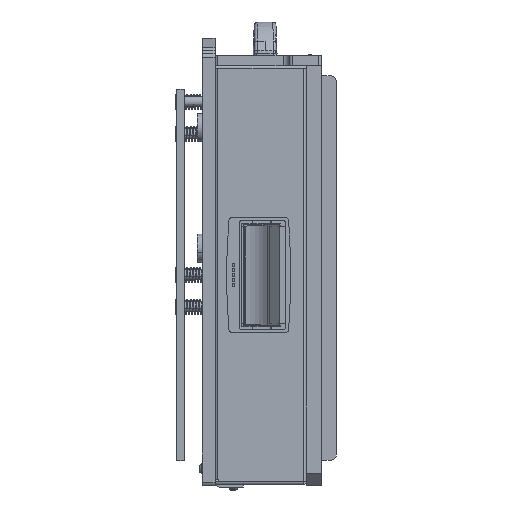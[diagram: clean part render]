
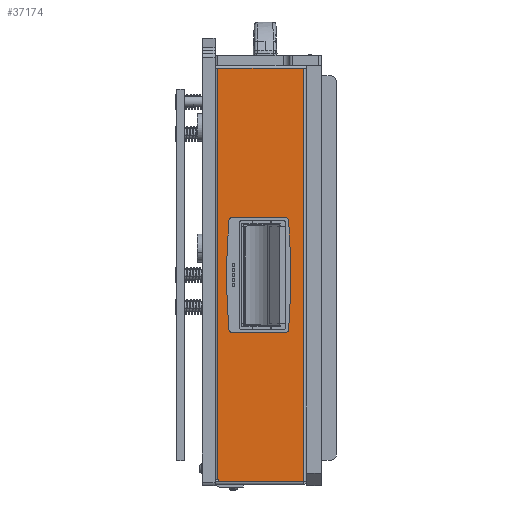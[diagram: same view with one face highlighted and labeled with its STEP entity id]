
A CAD part, left-side view. The second image highlights one B-rep face of the part: STEP entity #37174.
In plain terms, the highlighted face is planar.
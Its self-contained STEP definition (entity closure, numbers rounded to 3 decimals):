
#1499 = DIRECTION ( 'NONE',  ( 0., 0., -1. ) ) ;
#2035 = CARTESIAN_POINT ( 'NONE',  ( 324.9, -446., 33.475 ) ) ;
#3066 = DIRECTION ( 'NONE',  ( 1., 0., 0. ) ) ;
#3098 = CIRCLE ( 'NONE', #29021, 1.5 ) ;
#3247 = EDGE_CURVE ( 'NONE', #20959, #57948, #40314, .T. ) ;
#3994 = DIRECTION ( 'NONE',  ( 0., -1., 0. ) ) ;
#4082 = EDGE_CURVE ( 'NONE', #33519, #36566, #12657, .T. ) ;
#4251 = LINE ( 'NONE', #61842, #9859 ) ;
#4549 = ORIENTED_EDGE ( 'NONE', *, *, #10808, .F. ) ;
#4962 = DIRECTION ( 'NONE',  ( 1., 0., 0. ) ) ;
#5869 = DIRECTION ( 'NONE',  ( -1., 0., 0. ) ) ;
#6167 = DIRECTION ( 'NONE',  ( 0., -1., 0. ) ) ;
#6626 = VERTEX_POINT ( 'NONE', #62191 ) ;
#7468 = VECTOR ( 'NONE', #35022, 1000. ) ;
#7805 = ORIENTED_EDGE ( 'NONE', *, *, #26890, .F. ) ;
#8675 = VECTOR ( 'NONE', #52064, 1000. ) ;
#9052 = CARTESIAN_POINT ( 'NONE',  ( 2.7, -446., 35.5 ) ) ;
#9233 = AXIS2_PLACEMENT_3D ( 'NONE', #59617, #18515, #24176 ) ;
#9859 = VECTOR ( 'NONE', #25942, 1000. ) ;
#9915 = CARTESIAN_POINT ( 'NONE',  ( 204.5, -446., 15.1 ) ) ;
#10080 = EDGE_CURVE ( 'NONE', #53633, #6626, #60945, .T. ) ;
#10571 = EDGE_CURVE ( 'NONE', #50930, #57948, #35017, .T. ) ;
#10672 = LINE ( 'NONE', #38472, #40533 ) ;
#10808 = EDGE_CURVE ( 'NONE', #36566, #27117, #32532, .T. ) ;
#11035 = ORIENTED_EDGE ( 'NONE', *, *, #46142, .F. ) ;
#11424 = DIRECTION ( 'NONE',  ( 0., 0., 1. ) ) ;
#12579 = EDGE_LOOP ( 'NONE', ( #42267, #54792, #50923, #28158, #48990, #38370, #16141, #54488 ) ) ;
#12657 = LINE ( 'NONE', #23968, #27202 ) ;
#12868 = DIRECTION ( 'NONE',  ( -1., 0., 0. ) ) ;
#13275 = EDGE_CURVE ( 'NONE', #50930, #58220, #30502, .T. ) ;
#14487 = CARTESIAN_POINT ( 'NONE',  ( 2.7, -446., 35.5 ) ) ;
#14767 = CARTESIAN_POINT ( 'NONE',  ( 121., -446., 15.1 ) ) ;
#14939 = LINE ( 'NONE', #54510, #15692 ) ;
#14953 = AXIS2_PLACEMENT_3D ( 'NONE', #35112, #3994, #66063 ) ;
#15127 = DIRECTION ( 'NONE',  ( 0., -1., 0. ) ) ;
#15373 = CARTESIAN_POINT ( 'NONE',  ( 324.9, -446., -35.5 ) ) ;
#15692 = VECTOR ( 'NONE', #3066, 1000. ) ;
#15978 = FACE_BOUND ( 'NONE', #25937, .T. ) ;
#16141 = ORIENTED_EDGE ( 'NONE', *, *, #3247, .F. ) ;
#16303 = ORIENTED_EDGE ( 'NONE', *, *, #51872, .F. ) ;
#17077 = CARTESIAN_POINT ( 'NONE',  ( 122.5, -446., 15.1 ) ) ;
#17646 = ORIENTED_EDGE ( 'NONE', *, *, #4082, .F. ) ;
#17833 = ORIENTED_EDGE ( 'NONE', *, *, #48901, .F. ) ;
#17931 = CARTESIAN_POINT ( 'NONE',  ( 2.1, -446., 35.5 ) ) ;
#18515 = DIRECTION ( 'NONE',  ( 0., 1., 0. ) ) ;
#19227 = CARTESIAN_POINT ( 'NONE',  ( 2.7, -446., 32.475 ) ) ;
#20720 = CARTESIAN_POINT ( 'NONE',  ( 2.1, -446., -33.4 ) ) ;
#20959 = VERTEX_POINT ( 'NONE', #29523 ) ;
#21085 = CARTESIAN_POINT ( 'NONE',  ( 206., -446., -18. ) ) ;
#21614 = EDGE_CURVE ( 'NONE', #44605, #23166, #49096, .T. ) ;
#22138 = CARTESIAN_POINT ( 'NONE',  ( 121., -446., -18. ) ) ;
#23166 = VERTEX_POINT ( 'NONE', #54804 ) ;
#23421 = CIRCLE ( 'NONE', #14953, 1.5 ) ;
#23968 = CARTESIAN_POINT ( 'NONE',  ( 122.5, -446., 16.6 ) ) ;
#24176 = DIRECTION ( 'NONE',  ( 0., 0., 1. ) ) ;
#24214 = VECTOR ( 'NONE', #5869, 1000. ) ;
#24386 = PLANE ( 'NONE',  #9233 ) ;
#24949 = VECTOR ( 'NONE', #4962, 1000. ) ;
#25937 = EDGE_LOOP ( 'NONE', ( #17646, #11035, #60701, #17833, #29519, #16303, #7805, #4549 ) ) ;
#25942 = DIRECTION ( 'NONE',  ( 0., 0., 1. ) ) ;
#26890 = EDGE_CURVE ( 'NONE', #27117, #41624, #10672, .T. ) ;
#27117 = VERTEX_POINT ( 'NONE', #14767 ) ;
#27202 = VECTOR ( 'NONE', #12868, 1000. ) ;
#27824 = CARTESIAN_POINT ( 'NONE',  ( 122.5, -446., -18. ) ) ;
#28158 = ORIENTED_EDGE ( 'NONE', *, *, #58294, .F. ) ;
#28753 = CARTESIAN_POINT ( 'NONE',  ( 2.1, -446., 35.5 ) ) ;
#29021 = AXIS2_PLACEMENT_3D ( 'NONE', #27824, #6167, #48349 ) ;
#29519 = ORIENTED_EDGE ( 'NONE', *, *, #62571, .F. ) ;
#29523 = CARTESIAN_POINT ( 'NONE',  ( 324.9, -446., -33.4 ) ) ;
#30502 = LINE ( 'NONE', #36299, #24949 ) ;
#31798 = CARTESIAN_POINT ( 'NONE',  ( 204.5, -446., 16.6 ) ) ;
#32532 = CIRCLE ( 'NONE', #46426, 1.5 ) ;
#33431 = VECTOR ( 'NONE', #39442, 1000. ) ;
#33519 = VERTEX_POINT ( 'NONE', #31798 ) ;
#34355 = AXIS2_PLACEMENT_3D ( 'NONE', #9915, #15127, #61874 ) ;
#35017 = LINE ( 'NONE', #17931, #45481 ) ;
#35022 = DIRECTION ( 'NONE',  ( 0., 0., -1. ) ) ;
#35112 = CARTESIAN_POINT ( 'NONE',  ( 204.5, -446., -18. ) ) ;
#35458 = VECTOR ( 'NONE', #61233, 1000. ) ;
#36299 = CARTESIAN_POINT ( 'NONE',  ( 0., -446., 35.5 ) ) ;
#36472 = CARTESIAN_POINT ( 'NONE',  ( 324.9, -446., 33.475 ) ) ;
#36491 = EDGE_CURVE ( 'NONE', #64657, #63866, #57320, .T. ) ;
#36546 = LINE ( 'NONE', #14487, #7468 ) ;
#36566 = VERTEX_POINT ( 'NONE', #42483 ) ;
#37174 = ADVANCED_FACE ( 'NONE', ( #15978, #52347 ), #24386, .F. ) ;
#38370 = ORIENTED_EDGE ( 'NONE', *, *, #10571, .T. ) ;
#38472 = CARTESIAN_POINT ( 'NONE',  ( 121., -446., -18. ) ) ;
#39442 = DIRECTION ( 'NONE',  ( 1., 0., 0. ) ) ;
#40314 = LINE ( 'NONE', #57315, #24214 ) ;
#40533 = VECTOR ( 'NONE', #1499, 1000. ) ;
#41624 = VERTEX_POINT ( 'NONE', #22138 ) ;
#42267 = ORIENTED_EDGE ( 'NONE', *, *, #21614, .T. ) ;
#42483 = CARTESIAN_POINT ( 'NONE',  ( 122.5, -446., 16.6 ) ) ;
#43601 = VECTOR ( 'NONE', #57205, 1000. ) ;
#44605 = VERTEX_POINT ( 'NONE', #2035 ) ;
#45481 = VECTOR ( 'NONE', #59236, 1000. ) ;
#45626 = VERTEX_POINT ( 'NONE', #66921 ) ;
#46142 = EDGE_CURVE ( 'NONE', #63866, #33519, #61040, .T. ) ;
#46325 = CARTESIAN_POINT ( 'NONE',  ( 206., -446., 15.1 ) ) ;
#46426 = AXIS2_PLACEMENT_3D ( 'NONE', #17077, #63172, #11424 ) ;
#48349 = DIRECTION ( 'NONE',  ( 0., 0., 1. ) ) ;
#48901 = EDGE_CURVE ( 'NONE', #45626, #64657, #23421, .T. ) ;
#48916 = VERTEX_POINT ( 'NONE', #55676 ) ;
#48990 = ORIENTED_EDGE ( 'NONE', *, *, #13275, .F. ) ;
#49096 = LINE ( 'NONE', #36472, #8675 ) ;
#50923 = ORIENTED_EDGE ( 'NONE', *, *, #10080, .F. ) ;
#50930 = VERTEX_POINT ( 'NONE', #28753 ) ;
#51872 = EDGE_CURVE ( 'NONE', #41624, #48916, #3098, .T. ) ;
#52064 = DIRECTION ( 'NONE',  ( -1., 0., 0. ) ) ;
#52347 = FACE_OUTER_BOUND ( 'NONE', #12579, .T. ) ;
#53633 = VERTEX_POINT ( 'NONE', #19227 ) ;
#54488 = ORIENTED_EDGE ( 'NONE', *, *, #60936, .T. ) ;
#54510 = CARTESIAN_POINT ( 'NONE',  ( 122.5, -446., -19.5 ) ) ;
#54792 = ORIENTED_EDGE ( 'NONE', *, *, #65051, .F. ) ;
#54804 = CARTESIAN_POINT ( 'NONE',  ( 3.7, -446., 33.475 ) ) ;
#55616 = LINE ( 'NONE', #15373, #35458 ) ;
#55676 = CARTESIAN_POINT ( 'NONE',  ( 122.5, -446., -19.5 ) ) ;
#57205 = DIRECTION ( 'NONE',  ( 0., 0., 1. ) ) ;
#57315 = CARTESIAN_POINT ( 'NONE',  ( 2533.9, -446., -33.4 ) ) ;
#57320 = LINE ( 'NONE', #21085, #43601 ) ;
#57948 = VERTEX_POINT ( 'NONE', #20720 ) ;
#58220 = VERTEX_POINT ( 'NONE', #9052 ) ;
#58294 = EDGE_CURVE ( 'NONE', #58220, #53633, #36546, .T. ) ;
#59236 = DIRECTION ( 'NONE',  ( 0., 0., -1. ) ) ;
#59319 = CARTESIAN_POINT ( 'NONE',  ( 206., -446., -18. ) ) ;
#59553 = CARTESIAN_POINT ( 'NONE',  ( 0., -446., 32.475 ) ) ;
#59617 = CARTESIAN_POINT ( 'NONE',  ( 0., -446., 35.5 ) ) ;
#60701 = ORIENTED_EDGE ( 'NONE', *, *, #36491, .F. ) ;
#60936 = EDGE_CURVE ( 'NONE', #20959, #44605, #55616, .T. ) ;
#60945 = LINE ( 'NONE', #59553, #33431 ) ;
#61040 = CIRCLE ( 'NONE', #34355, 1.5 ) ;
#61233 = DIRECTION ( 'NONE',  ( 0., 0., 1. ) ) ;
#61842 = CARTESIAN_POINT ( 'NONE',  ( 3.7, -446., 35.5 ) ) ;
#61874 = DIRECTION ( 'NONE',  ( 0., 0., 1. ) ) ;
#62191 = CARTESIAN_POINT ( 'NONE',  ( 3.7, -446., 32.475 ) ) ;
#62571 = EDGE_CURVE ( 'NONE', #48916, #45626, #14939, .T. ) ;
#63172 = DIRECTION ( 'NONE',  ( 0., -1., 0. ) ) ;
#63866 = VERTEX_POINT ( 'NONE', #46325 ) ;
#64657 = VERTEX_POINT ( 'NONE', #59319 ) ;
#65051 = EDGE_CURVE ( 'NONE', #6626, #23166, #4251, .T. ) ;
#66063 = DIRECTION ( 'NONE',  ( 0., 0., -1. ) ) ;
#66921 = CARTESIAN_POINT ( 'NONE',  ( 204.5, -446., -19.5 ) ) ;
